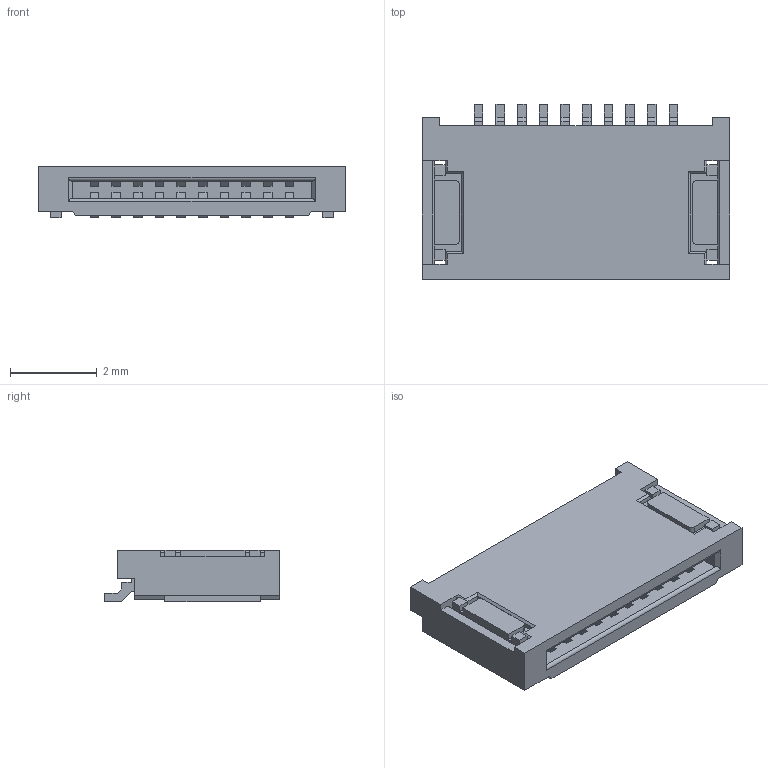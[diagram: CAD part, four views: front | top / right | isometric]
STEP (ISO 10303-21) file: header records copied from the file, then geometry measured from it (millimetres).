
FILE_DESCRIPTION(('FreeCAD Model'),'2;1');
FILE_NAME('SOLID.step','2017-03-03T08:33:12',( 'kicad StepUp'),('ksu MCAD'),'Open CASCADE STEP processor 6.8', 'FreeCAD','Unknown');
FILE_SCHEMA(('AUTOMOTIVE_DESIGN_CC2 { 1 2 10303 214 -1 1 5 4 }'));
Length unit declared in the file: millimetre
Products named in the file (2): ASSEMBLY; SOLID
Assembly tree (1 placements, depth 2):
  ASSEMBLY
    SOLID
Bounding box: 7.1 x 4.05 x 1.2 mm (x, y, z)
Volume: 22.2 mm3; surface area: 140 mm2
Topology: 1 solids, 1 shells, 485 faces, 1380 edges, 892 vertices
Faces by surface type: plane 439, cylinder 46
Entity records: 15477 total; most frequent: CARTESIAN_POINT 2779, ORIENTED_EDGE 2760, DIRECTION 2438, EDGE_CURVE 1380, LINE 1288, VECTOR 1288, VERTEX_POINT 892, AXIS2_PLACEMENT_3D 575
